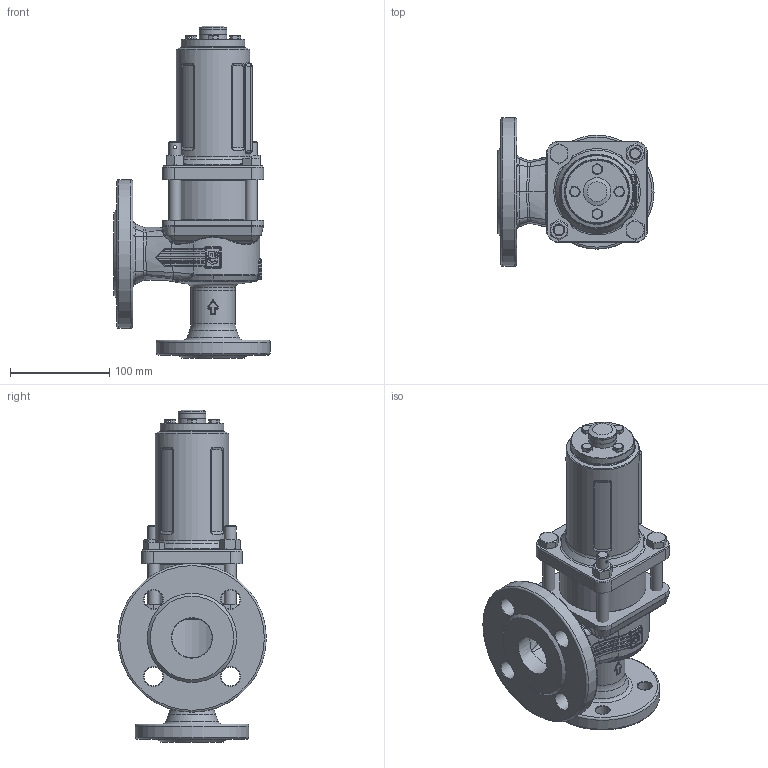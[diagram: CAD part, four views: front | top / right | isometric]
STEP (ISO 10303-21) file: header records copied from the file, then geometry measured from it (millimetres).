
FILE_DESCRIPTION(('HOOPS Exchange Step'),'2;1');
FILE_NAME('SF0602_DN25_25-40.stp','2025-06-27T13:22:20+02:00',('nieru'),('Unknown organisation'),'HOOPS Exchange 2024.2','HOOPS Exchange','Unknown authorisation');
FILE_SCHEMA( ('AP203_CONFIGURATION_CONTROLLED_3D_DESIGN_OF_MECHANICAL_PARTS_AND_ASSEMBLIES_MIM_LF') );
Length unit declared in the file: millimetre
Products named in the file (2): 0; root
Assembly tree (1 placements, depth 2):
  root
    0
Bounding box: 157.5 x 150 x 335 mm (x, y, z)
Volume: 1691226.9 mm3; surface area: 252661.7 mm2
Topology: 16 solids, 16 shells, 1313 faces, 3248 edges, 1934 vertices
Faces by surface type: bspline 548, cylinder 306, plane 256, torus 128, cone 72, sphere 3
Full cylindrical faces by diameter (mm): 2 x2, 3 x1, 8.9 x4, 10.106 x2, 12 x6, 14 x4, 19 x4, 25.8 x1, 28 x3, 28.5 x1, 33.95 x1, 45 x1, 64 x1, 74 x1, 82.163 x1, 85 x1, 86 x1, 87 x1, 115 x1, 150 x1
Entity records: 94009 total; most frequent: CARTESIAN_POINT 66833, ORIENTED_EDGE 6314, DIRECTION 4251, EDGE_CURVE 3157, VERTEX_POINT 1934, AXIS2_PLACEMENT_3D 1717, EDGE_LOOP 1401, FACE_BOUND 1401
